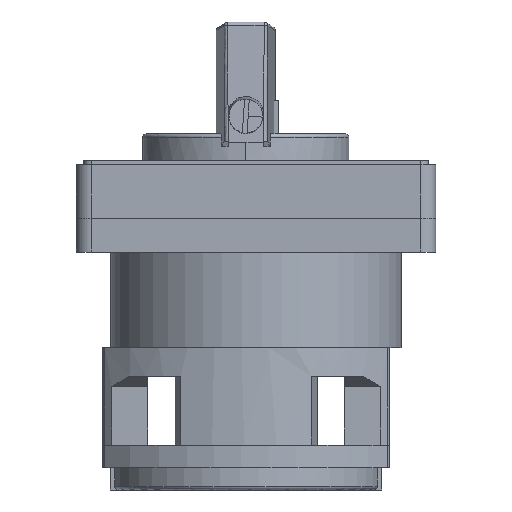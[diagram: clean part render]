
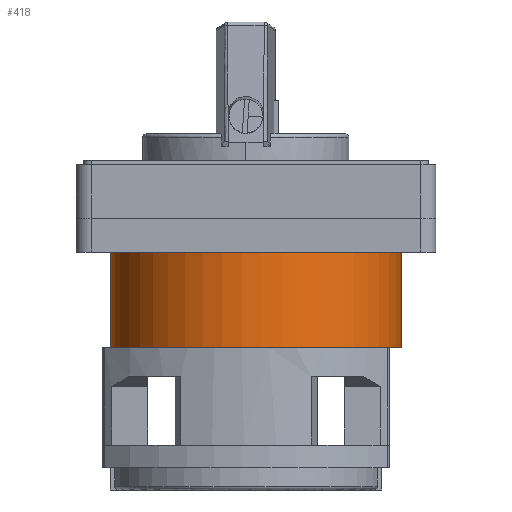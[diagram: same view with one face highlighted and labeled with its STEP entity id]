
A CAD part, front view. The second image highlights one B-rep face of the part: STEP entity #418.
In plain terms, the highlighted cylindrical face has radius 19.4 mm (diameter 38.8 mm), a partial arc.
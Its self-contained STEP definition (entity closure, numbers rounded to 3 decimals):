
#285=CARTESIAN_POINT('',(27.515,25.052,39.241));
#286=DIRECTION('',(0.,0.,1.));
#287=DIRECTION('',(-1.,0.,0.));
#288=AXIS2_PLACEMENT_3D('',#285,#286,#287);
#289=CYLINDRICAL_SURFACE('',#288,19.4);
#290=CARTESIAN_POINT('',(46.915,25.052,39.241));
#291=VERTEX_POINT('',#290);
#292=CARTESIAN_POINT('',(8.115,25.052,39.241));
#293=VERTEX_POINT('',#292);
#294=CARTESIAN_POINT('',(46.915,25.052,39.241));
#295=CARTESIAN_POINT('',(46.915,23.782,39.241));
#296=CARTESIAN_POINT('',(46.79,22.513,39.241));
#297=CARTESIAN_POINT('',(46.542,21.267,39.241));
#298=CARTESIAN_POINT('',(46.295,20.022,39.241));
#299=CARTESIAN_POINT('',(45.924,18.801,39.241));
#300=CARTESIAN_POINT('',(45.438,17.628,39.241));
#301=CARTESIAN_POINT('',(44.952,16.455,39.241));
#302=CARTESIAN_POINT('',(44.351,15.33,39.241));
#303=CARTESIAN_POINT('',(43.646,14.274,39.241));
#304=CARTESIAN_POINT('',(42.94,13.218,39.241));
#305=CARTESIAN_POINT('',(42.131,12.232,39.241));
#306=CARTESIAN_POINT('',(41.233,11.334,39.241));
#307=CARTESIAN_POINT('',(40.335,10.436,39.241));
#308=CARTESIAN_POINT('',(39.349,9.627,39.241));
#309=CARTESIAN_POINT('',(38.293,8.921,39.241));
#310=CARTESIAN_POINT('',(37.237,8.216,39.241));
#311=CARTESIAN_POINT('',(36.112,7.615,39.241));
#312=CARTESIAN_POINT('',(34.939,7.129,39.241));
#313=CARTESIAN_POINT('',(33.766,6.643,39.241));
#314=CARTESIAN_POINT('',(32.545,6.272,39.241));
#315=CARTESIAN_POINT('',(31.3,6.025,39.241));
#316=CARTESIAN_POINT('',(30.055,5.777,39.241));
#317=CARTESIAN_POINT('',(28.785,5.652,39.241));
#318=CARTESIAN_POINT('',(27.515,5.652,39.241));
#319=CARTESIAN_POINT('',(26.245,5.652,39.241));
#320=CARTESIAN_POINT('',(24.976,5.777,39.241));
#321=CARTESIAN_POINT('',(23.73,6.025,39.241));
#322=CARTESIAN_POINT('',(22.485,6.272,39.241));
#323=CARTESIAN_POINT('',(21.264,6.643,39.241));
#324=CARTESIAN_POINT('',(20.091,7.129,39.241));
#325=CARTESIAN_POINT('',(18.918,7.615,39.241));
#326=CARTESIAN_POINT('',(17.793,8.216,39.241));
#327=CARTESIAN_POINT('',(16.737,8.921,39.241));
#328=CARTESIAN_POINT('',(15.681,9.627,39.241));
#329=CARTESIAN_POINT('',(14.695,10.436,39.241));
#330=CARTESIAN_POINT('',(13.797,11.334,39.241));
#331=CARTESIAN_POINT('',(12.899,12.232,39.241));
#332=CARTESIAN_POINT('',(12.09,13.218,39.241));
#333=CARTESIAN_POINT('',(11.385,14.274,39.241));
#334=CARTESIAN_POINT('',(10.679,15.33,39.241));
#335=CARTESIAN_POINT('',(10.078,16.455,39.241));
#336=CARTESIAN_POINT('',(9.592,17.628,39.241));
#337=CARTESIAN_POINT('',(9.106,18.801,39.241));
#338=CARTESIAN_POINT('',(8.736,20.022,39.241));
#339=CARTESIAN_POINT('',(8.488,21.267,39.241));
#340=CARTESIAN_POINT('',(8.24,22.513,39.241));
#341=CARTESIAN_POINT('',(8.115,23.782,39.241));
#342=CARTESIAN_POINT('',(8.115,25.052,39.241));
#343=B_SPLINE_CURVE_WITH_KNOTS('',3,(#294,#295,#296,#297,#298,#299,#300,#301,#302,#303,#304,#305,#306,#307,#308,#309,#310,#311,#312,#313,#314,#315,#316,#317,#318,#319,
#320,#321,#322,#323,#324,#325,#326,#327,#328,#329,#330,#331,#332,#333,#334,#335,#336,#337,#338,#339,#340,#341,#342),.UNSPECIFIED.,.F.,.F.,(4,3,3,3,3,3,3,3,3,3,3,3,3,3,3,3,4),(0.,11.25,22.5,33.75,45.,56.25,67.5,78.75,90.,101.25,112.5,123.75,135.,146.25,157.5,168.75,180.),.UNSPECIFIED.);
#344=EDGE_CURVE('NONE',#291,#293,#343,.T.);
#345=ORIENTED_EDGE('',*,*,#344,.F.);
#346=CARTESIAN_POINT('',(46.915,25.052,52.041));
#347=VERTEX_POINT('',#346);
#348=CARTESIAN_POINT('',(46.915,25.052,39.241));
#349=CARTESIAN_POINT('',(46.915,25.052,43.508));
#350=CARTESIAN_POINT('',(46.915,25.052,47.775));
#351=CARTESIAN_POINT('',(46.915,25.052,52.041));
#352=B_SPLINE_CURVE_WITH_KNOTS('',3,(#348,#349,#350,#351),.UNSPECIFIED.,.F.,.F.,(4,4),(0.,12.8),.UNSPECIFIED.);
#353=EDGE_CURVE('NONE',#291,#347,#352,.T.);
#354=ORIENTED_EDGE('',*,*,#353,.T.);
#355=CARTESIAN_POINT('',(8.115,25.052,52.041));
#356=VERTEX_POINT('',#355);
#357=CARTESIAN_POINT('',(46.915,25.052,52.041));
#358=CARTESIAN_POINT('',(46.915,23.782,52.041));
#359=CARTESIAN_POINT('',(46.79,22.513,52.041));
#360=CARTESIAN_POINT('',(46.542,21.267,52.041));
#361=CARTESIAN_POINT('',(46.295,20.022,52.041));
#362=CARTESIAN_POINT('',(45.924,18.801,52.041));
#363=CARTESIAN_POINT('',(45.438,17.628,52.041));
#364=CARTESIAN_POINT('',(44.952,16.455,52.041));
#365=CARTESIAN_POINT('',(44.351,15.33,52.041));
#366=CARTESIAN_POINT('',(43.646,14.274,52.041));
#367=CARTESIAN_POINT('',(42.94,13.218,52.041));
#368=CARTESIAN_POINT('',(42.131,12.232,52.041));
#369=CARTESIAN_POINT('',(41.233,11.334,52.041));
#370=CARTESIAN_POINT('',(40.335,10.436,52.041));
#371=CARTESIAN_POINT('',(39.349,9.627,52.041));
#372=CARTESIAN_POINT('',(38.293,8.921,52.041));
#373=CARTESIAN_POINT('',(37.237,8.216,52.041));
#374=CARTESIAN_POINT('',(36.112,7.615,52.041));
#375=CARTESIAN_POINT('',(34.939,7.129,52.041));
#376=CARTESIAN_POINT('',(33.766,6.643,52.041));
#377=CARTESIAN_POINT('',(32.545,6.272,52.041));
#378=CARTESIAN_POINT('',(31.3,6.025,52.041));
#379=CARTESIAN_POINT('',(30.055,5.777,52.041));
#380=CARTESIAN_POINT('',(28.785,5.652,52.041));
#381=CARTESIAN_POINT('',(27.515,5.652,52.041));
#382=CARTESIAN_POINT('',(26.245,5.652,52.041));
#383=CARTESIAN_POINT('',(24.976,5.777,52.041));
#384=CARTESIAN_POINT('',(23.73,6.025,52.041));
#385=CARTESIAN_POINT('',(22.485,6.272,52.041));
#386=CARTESIAN_POINT('',(21.264,6.643,52.041));
#387=CARTESIAN_POINT('',(20.091,7.129,52.041));
#388=CARTESIAN_POINT('',(18.918,7.615,52.041));
#389=CARTESIAN_POINT('',(17.793,8.216,52.041));
#390=CARTESIAN_POINT('',(16.737,8.921,52.041));
#391=CARTESIAN_POINT('',(15.681,9.627,52.041));
#392=CARTESIAN_POINT('',(14.695,10.436,52.041));
#393=CARTESIAN_POINT('',(13.797,11.334,52.041));
#394=CARTESIAN_POINT('',(12.899,12.232,52.041));
#395=CARTESIAN_POINT('',(12.09,13.218,52.041));
#396=CARTESIAN_POINT('',(11.385,14.274,52.041));
#397=CARTESIAN_POINT('',(10.679,15.33,52.041));
#398=CARTESIAN_POINT('',(10.078,16.455,52.041));
#399=CARTESIAN_POINT('',(9.592,17.628,52.041));
#400=CARTESIAN_POINT('',(9.106,18.801,52.041));
#401=CARTESIAN_POINT('',(8.736,20.022,52.041));
#402=CARTESIAN_POINT('',(8.488,21.267,52.041));
#403=CARTESIAN_POINT('',(8.24,22.513,52.041));
#404=CARTESIAN_POINT('',(8.115,23.782,52.041));
#405=CARTESIAN_POINT('',(8.115,25.052,52.041));
#406=B_SPLINE_CURVE_WITH_KNOTS('',3,(#357,#358,#359,#360,#361,#362,#363,#364,#365,#366,#367,#368,#369,#370,#371,#372,#373,#374,#375,#376,#377,#378,#379,#380,#381,#382,
#383,#384,#385,#386,#387,#388,#389,#390,#391,#392,#393,#394,#395,#396,#397,#398,#399,#400,#401,#402,#403,#404,#405),.UNSPECIFIED.,.F.,.F.,(4,3,3,3,3,3,3,3,3,3,3,3,3,3,3,3,4),(0.,11.25,22.5,33.75,45.,56.25,67.5,78.75,90.,101.25,112.5,123.75,135.,146.25,157.5,168.75,180.),.UNSPECIFIED.);
#407=EDGE_CURVE('NONE',#347,#356,#406,.T.);
#408=ORIENTED_EDGE('',*,*,#407,.T.);
#409=CARTESIAN_POINT('',(8.115,25.052,39.241));
#410=CARTESIAN_POINT('',(8.115,25.052,43.508));
#411=CARTESIAN_POINT('',(8.115,25.052,47.775));
#412=CARTESIAN_POINT('',(8.115,25.052,52.041));
#413=B_SPLINE_CURVE_WITH_KNOTS('',3,(#409,#410,#411,#412),.UNSPECIFIED.,.F.,.F.,(4,4),(0.,12.8),.UNSPECIFIED.);
#414=EDGE_CURVE('NONE',#293,#356,#413,.T.);
#415=ORIENTED_EDGE('',*,*,#414,.F.);
#416=EDGE_LOOP('',(#345,#354,#408,#415));
#417=FACE_BOUND('',#416,.T.);
#418=ADVANCED_FACE('NONE',(#417),#289,.T.);
